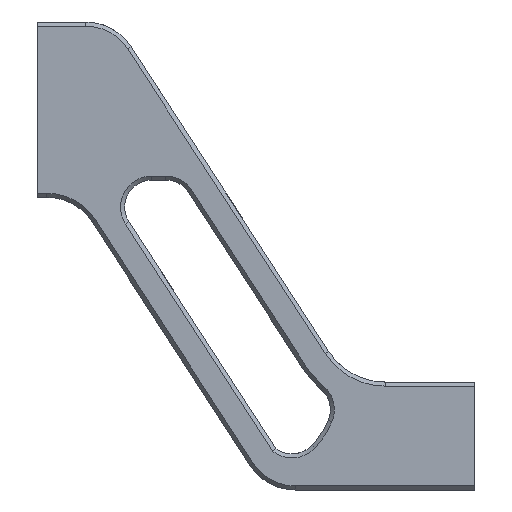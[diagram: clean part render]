
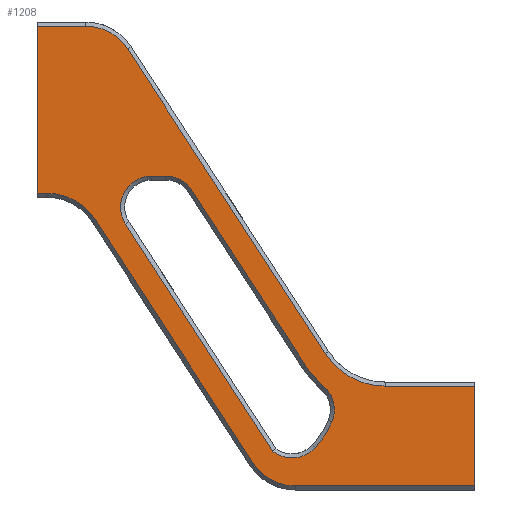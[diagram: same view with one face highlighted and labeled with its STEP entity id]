
A CAD part, front view. The second image highlights one B-rep face of the part: STEP entity #1208.
In plain terms, the highlighted planar face has unit normal (0, -1, 0).
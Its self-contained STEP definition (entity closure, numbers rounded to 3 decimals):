
#70=FACE_BOUND('',#206,.T.);
#83=CIRCLE('',#1308,4.3);
#84=CIRCLE('',#1309,3.7);
#85=CIRCLE('',#1310,5.3);
#86=CIRCLE('',#1311,3.7);
#87=CIRCLE('',#1312,2.3);
#88=CIRCLE('',#1313,2.3);
#89=CIRCLE('',#1314,2.3);
#90=CIRCLE('',#1315,7.);
#91=CIRCLE('',#1316,2.3);
#92=CIRCLE('',#1317,6.548);
#127=FACE_OUTER_BOUND('',#205,.T.);
#205=EDGE_LOOP('',(#879,#880,#881,#882,#883,#884,#885,#886,#887,#888,#889,
#890));
#206=EDGE_LOOP('',(#891,#892,#893,#894,#895,#896,#897,#898,#899));
#312=LINE('',#1911,#434);
#319=LINE('',#2330,#441);
#320=LINE('',#2332,#442);
#321=LINE('',#2334,#443);
#322=LINE('',#2338,#444);
#323=LINE('',#2341,#445);
#324=LINE('',#2343,#446);
#325=LINE('',#2347,#447);
#326=LINE('',#2353,#448);
#327=LINE('',#2357,#449);
#328=LINE('',#2361,#450);
#434=VECTOR('',#1477,7.4);
#441=VECTOR('',#1494,3.576);
#442=VECTOR('',#1495,12.394);
#443=VECTOR('',#1496,0.682);
#444=VECTOR('',#1499,21.524);
#445=VECTOR('',#1502,13.299);
#446=VECTOR('',#1503,6.622);
#447=VECTOR('',#1506,26.932);
#448=VECTOR('',#1511,20.086);
#449=VECTOR('',#1514,1.064);
#450=VECTOR('',#1517,15.547);
#569=VERTEX_POINT('',#1908);
#570=VERTEX_POINT('',#1910);
#584=VERTEX_POINT('',#2328);
#585=VERTEX_POINT('',#2329);
#586=VERTEX_POINT('',#2331);
#587=VERTEX_POINT('',#2333);
#588=VERTEX_POINT('',#2335);
#589=VERTEX_POINT('',#2337);
#590=VERTEX_POINT('',#2339);
#591=VERTEX_POINT('',#2342);
#592=VERTEX_POINT('',#2344);
#593=VERTEX_POINT('',#2346);
#594=VERTEX_POINT('',#2349);
#595=VERTEX_POINT('',#2350);
#596=VERTEX_POINT('',#2352);
#597=VERTEX_POINT('',#2354);
#598=VERTEX_POINT('',#2356);
#599=VERTEX_POINT('',#2358);
#600=VERTEX_POINT('',#2360);
#601=VERTEX_POINT('',#2362);
#602=VERTEX_POINT('',#2364);
#677=EDGE_CURVE('',#570,#569,#312,.T.);
#695=EDGE_CURVE('',#584,#585,#319,.T.);
#696=EDGE_CURVE('',#585,#586,#320,.T.);
#697=EDGE_CURVE('',#586,#587,#321,.T.);
#698=EDGE_CURVE('',#587,#588,#83,.T.);
#699=EDGE_CURVE('',#588,#589,#322,.T.);
#700=EDGE_CURVE('',#589,#590,#84,.T.);
#701=EDGE_CURVE('',#590,#570,#323,.T.);
#702=EDGE_CURVE('',#569,#591,#324,.T.);
#703=EDGE_CURVE('',#591,#592,#85,.T.);
#704=EDGE_CURVE('',#592,#593,#325,.T.);
#705=EDGE_CURVE('',#593,#584,#86,.T.);
#706=EDGE_CURVE('',#594,#595,#87,.T.);
#707=EDGE_CURVE('',#595,#596,#326,.T.);
#708=EDGE_CURVE('',#596,#597,#88,.T.);
#709=EDGE_CURVE('',#597,#598,#327,.T.);
#710=EDGE_CURVE('',#598,#599,#89,.T.);
#711=EDGE_CURVE('',#599,#600,#328,.T.);
#712=EDGE_CURVE('',#600,#601,#90,.T.);
#713=EDGE_CURVE('',#601,#602,#91,.T.);
#714=EDGE_CURVE('',#602,#594,#92,.T.);
#879=ORIENTED_EDGE('',*,*,#695,.T.);
#880=ORIENTED_EDGE('',*,*,#696,.T.);
#881=ORIENTED_EDGE('',*,*,#697,.T.);
#882=ORIENTED_EDGE('',*,*,#698,.T.);
#883=ORIENTED_EDGE('',*,*,#699,.T.);
#884=ORIENTED_EDGE('',*,*,#700,.T.);
#885=ORIENTED_EDGE('',*,*,#701,.T.);
#886=ORIENTED_EDGE('',*,*,#677,.T.);
#887=ORIENTED_EDGE('',*,*,#702,.T.);
#888=ORIENTED_EDGE('',*,*,#703,.T.);
#889=ORIENTED_EDGE('',*,*,#704,.T.);
#890=ORIENTED_EDGE('',*,*,#705,.T.);
#891=ORIENTED_EDGE('',*,*,#706,.T.);
#892=ORIENTED_EDGE('',*,*,#707,.T.);
#893=ORIENTED_EDGE('',*,*,#708,.T.);
#894=ORIENTED_EDGE('',*,*,#709,.T.);
#895=ORIENTED_EDGE('',*,*,#710,.T.);
#896=ORIENTED_EDGE('',*,*,#711,.T.);
#897=ORIENTED_EDGE('',*,*,#712,.T.);
#898=ORIENTED_EDGE('',*,*,#713,.T.);
#899=ORIENTED_EDGE('',*,*,#714,.T.);
#1168=PLANE('',#1307);
#1208=ADVANCED_FACE('',(#127,#70),#1168,.F.);
#1307=AXIS2_PLACEMENT_3D('',#2327,#1492,#1493);
#1308=AXIS2_PLACEMENT_3D('',#2336,#1497,#1498);
#1309=AXIS2_PLACEMENT_3D('',#2340,#1500,#1501);
#1310=AXIS2_PLACEMENT_3D('',#2345,#1504,#1505);
#1311=AXIS2_PLACEMENT_3D('',#2348,#1507,#1508);
#1312=AXIS2_PLACEMENT_3D('',#2351,#1509,#1510);
#1313=AXIS2_PLACEMENT_3D('',#2355,#1512,#1513);
#1314=AXIS2_PLACEMENT_3D('',#2359,#1515,#1516);
#1315=AXIS2_PLACEMENT_3D('',#2363,#1518,#1519);
#1316=AXIS2_PLACEMENT_3D('',#2365,#1520,#1521);
#1317=AXIS2_PLACEMENT_3D('',#2366,#1522,#1523);
#1477=DIRECTION('',(0.,0.,1.));
#1492=DIRECTION('center_axis',(0.,1.,0.));
#1493=DIRECTION('ref_axis',(0.,0.,1.));
#1494=DIRECTION('',(-1.,0.,0.));
#1495=DIRECTION('',(0.,0.,-1.));
#1496=DIRECTION('',(1.,0.,0.));
#1497=DIRECTION('center_axis',(0.,1.,0.));
#1498=DIRECTION('ref_axis',(0.,0.,1.));
#1499=DIRECTION('',(0.544,0.,-0.839));
#1500=DIRECTION('center_axis',(0.,-1.,0.));
#1501=DIRECTION('ref_axis',(0.,0.,1.));
#1502=DIRECTION('',(1.,0.,0.));
#1503=DIRECTION('',(-1.,0.,0.));
#1504=DIRECTION('center_axis',(0.,1.,0.));
#1505=DIRECTION('ref_axis',(0.,0.,1.));
#1506=DIRECTION('',(-0.544,0.,0.839));
#1507=DIRECTION('center_axis',(0.,-1.,0.));
#1508=DIRECTION('ref_axis',(0.,0.,1.));
#1509=DIRECTION('center_axis',(0.,1.,0.));
#1510=DIRECTION('ref_axis',(0.,0.,1.));
#1511=DIRECTION('',(-0.544,0.,0.839));
#1512=DIRECTION('center_axis',(0.,1.,0.));
#1513=DIRECTION('ref_axis',(0.,0.,1.));
#1514=DIRECTION('',(1.,0.,0.011));
#1515=DIRECTION('center_axis',(0.,1.,0.));
#1516=DIRECTION('ref_axis',(0.,0.,1.));
#1517=DIRECTION('',(0.544,0.,-0.839));
#1518=DIRECTION('center_axis',(0.,-1.,0.));
#1519=DIRECTION('ref_axis',(0.,0.,1.));
#1520=DIRECTION('center_axis',(0.,1.,0.));
#1521=DIRECTION('ref_axis',(0.,0.,1.));
#1522=DIRECTION('center_axis',(0.,1.,0.));
#1523=DIRECTION('ref_axis',(0.,0.,1.));
#1908=CARTESIAN_POINT('',(-64.797,-40.113,-164.039));
#1910=CARTESIAN_POINT('',(-64.797,-40.11,-171.439));
#1911=CARTESIAN_POINT('',(-64.797,-40.11,-171.439));
#2327=CARTESIAN_POINT('Origin',(-77.587,-40.128,-126.739));
#2328=CARTESIAN_POINT('',(-93.624,-40.124,-137.339));
#2329=CARTESIAN_POINT('',(-97.2,-40.124,-137.339));
#2330=CARTESIAN_POINT('',(-93.624,-40.124,-137.339));
#2331=CARTESIAN_POINT('',(-97.2,-40.119,-149.733));
#2332=CARTESIAN_POINT('',(-97.2,-40.124,-137.339));
#2333=CARTESIAN_POINT('',(-96.518,-40.119,-149.733));
#2334=CARTESIAN_POINT('',(-97.2,-40.119,-149.733));
#2335=CARTESIAN_POINT('',(-92.91,-40.118,-151.693));
#2336=CARTESIAN_POINT('Origin',(-96.518,-40.117,-154.033));
#2337=CARTESIAN_POINT('',(-81.2,-40.111,-169.752));
#2338=CARTESIAN_POINT('',(-92.91,-40.118,-151.693));
#2339=CARTESIAN_POINT('',(-78.095,-40.11,-171.439));
#2340=CARTESIAN_POINT('Origin',(-78.095,-40.112,-167.739));
#2341=CARTESIAN_POINT('',(-78.095,-40.11,-171.439));
#2342=CARTESIAN_POINT('',(-71.419,-40.113,-164.039));
#2343=CARTESIAN_POINT('',(-64.797,-40.113,-164.039));
#2344=CARTESIAN_POINT('',(-75.866,-40.114,-161.623));
#2345=CARTESIAN_POINT('Origin',(-71.419,-40.115,-158.739));
#2346=CARTESIAN_POINT('',(-90.519,-40.123,-139.026));
#2347=CARTESIAN_POINT('',(-75.866,-40.114,-161.623));
#2348=CARTESIAN_POINT('Origin',(-93.624,-40.122,-141.039));
#2349=CARTESIAN_POINT('',(-76.656,-40.111,-168.651));
#2350=CARTESIAN_POINT('',(-79.745,-40.111,-168.87));
#2351=CARTESIAN_POINT('Origin',(-78.321,-40.112,-167.064));
#2352=CARTESIAN_POINT('',(-90.674,-40.118,-152.018));
#2353=CARTESIAN_POINT('',(-79.745,-40.111,-168.87));
#2354=CARTESIAN_POINT('',(-88.768,-40.119,-148.466));
#2355=CARTESIAN_POINT('Origin',(-88.744,-40.119,-150.766));
#2356=CARTESIAN_POINT('',(-87.705,-40.119,-148.455));
#2357=CARTESIAN_POINT('',(-88.768,-40.119,-148.466));
#2358=CARTESIAN_POINT('',(-85.751,-40.119,-149.503));
#2359=CARTESIAN_POINT('Origin',(-87.68,-40.119,-150.755));
#2360=CARTESIAN_POINT('',(-77.292,-40.114,-162.547));
#2361=CARTESIAN_POINT('',(-85.751,-40.119,-149.503));
#2362=CARTESIAN_POINT('',(-75.984,-40.113,-164.045));
#2363=CARTESIAN_POINT('Origin',(-71.419,-40.115,-158.739));
#2364=CARTESIAN_POINT('',(-75.366,-40.112,-166.685));
#2365=CARTESIAN_POINT('Origin',(-77.484,-40.113,-165.789));
#2366=CARTESIAN_POINT('Origin',(-81.397,-40.113,-164.134));
